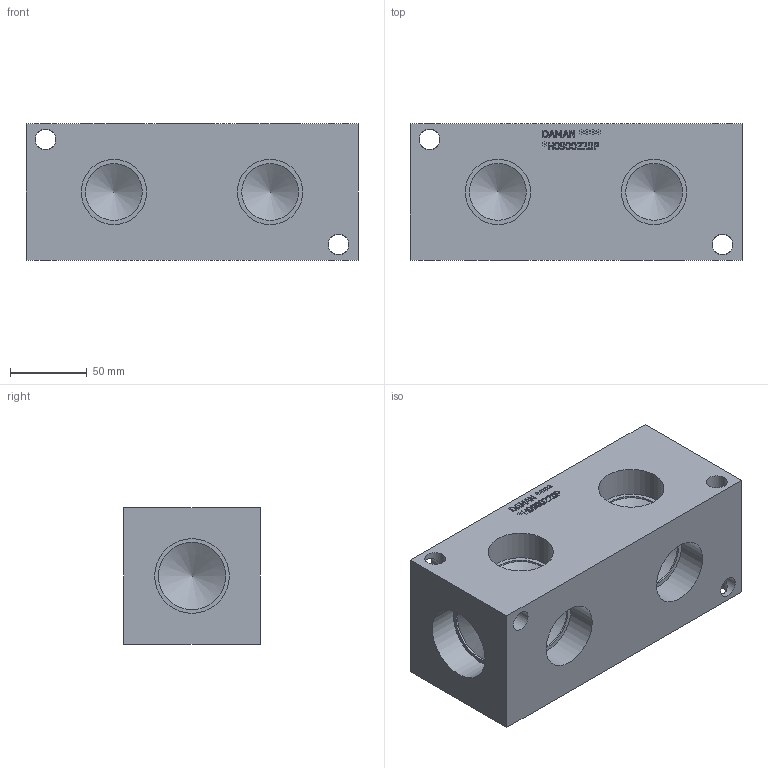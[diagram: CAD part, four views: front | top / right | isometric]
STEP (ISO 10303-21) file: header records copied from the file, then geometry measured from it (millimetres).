
FILE_DESCRIPTION(/* description */ (''),/* implementation_level */ '2;1');
FILE_NAME(/* name */ '_H0900220P.stp',/* time_stamp */ '2020-05-29T16:29:14-04:00',/* author */ ('devonn'),/* organization */ (''),/* preprocessor_version */ 'ST-DEVELOPER v17',/* originating_system */ 'Autodesk Inventor 2019',/* authorisation */ '');
FILE_SCHEMA (('AUTOMOTIVE_DESIGN { 1 0 10303 214 3 1 1 }'));
Length unit declared in the file: millimetre
Products named in the file (1): Part_AH0900220P.C13746R0_3D
Bounding box: 215.9 x 88.9 x 88.9 mm (x, y, z)
Volume: 1439770.9 mm3; surface area: 123805.3 mm2
Topology: 1 solids, 1 shells, 346 faces, 946 edges, 632 vertices
Faces by surface type: plane 215, bspline 105, cylinder 20, cone 6
Full cylindrical faces by diameter (mm): 13.487 x8, 36.906 x4, 42.469 x4, 43.637 x2, 48.565 x2
Entity records: 11747 total; most frequent: CARTESIAN_POINT 3284, ORIENTED_EDGE 1880, DIRECTION 1276, EDGE_CURVE 940, LINE 668, VECTOR 668, VERTEX_POINT 632, EDGE_LOOP 394
